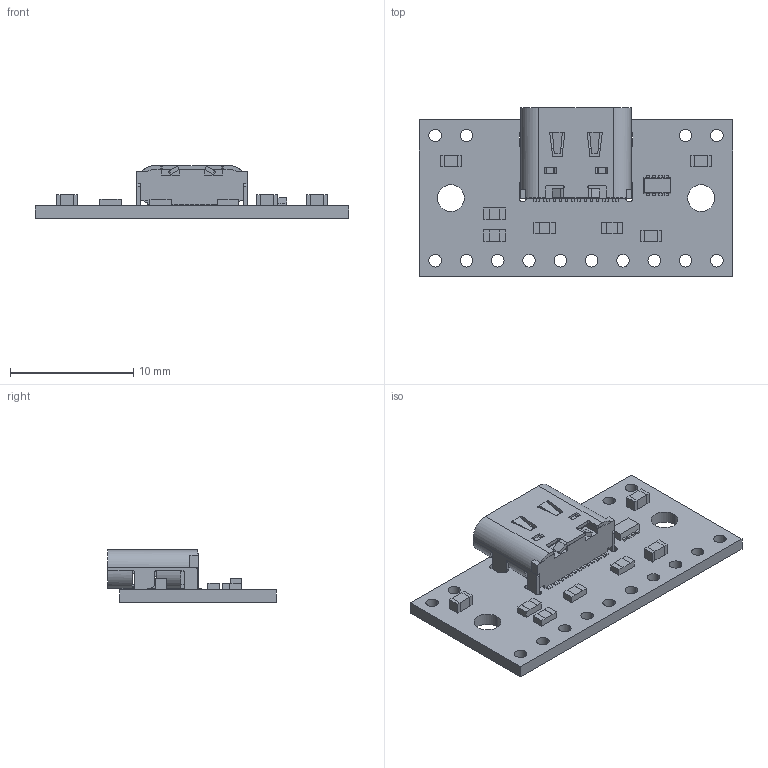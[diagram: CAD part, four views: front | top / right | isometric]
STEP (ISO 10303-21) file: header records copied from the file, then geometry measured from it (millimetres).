
FILE_DESCRIPTION (( 'STEP AP214' ), '1' );
FILE_NAME ('usb09a.STEP', '2025-12-24T01:36:31', ( '' ), ( '' ), 'SwSTEP 2.0', 'SolidWorks 2025', '' );
FILE_SCHEMA (( 'AUTOMOTIVE_DESIGN' ));
Length unit declared in the file: millimetre
Products named in the file (1): usb09a
Bounding box: 25.4 x 13.7 x 4.28 mm (x, y, z)
Volume: 433.7 mm3; surface area: 1192.2 mm2
Topology: 1 solids, 1 shells, 1010 faces, 2803 edges, 1838 vertices
Faces by surface type: plane 586, bspline 274, cylinder 138, cone 12
Entity records: 53620 total; most frequent: CARTESIAN_POINT 18280, ORIENTED_EDGE 5606, DIRECTION 3967, EDGE_CURVE 2803, VECTOR 1921, LINE 1921, VERTEX_POINT 1838, EDGE_LOOP 1149
